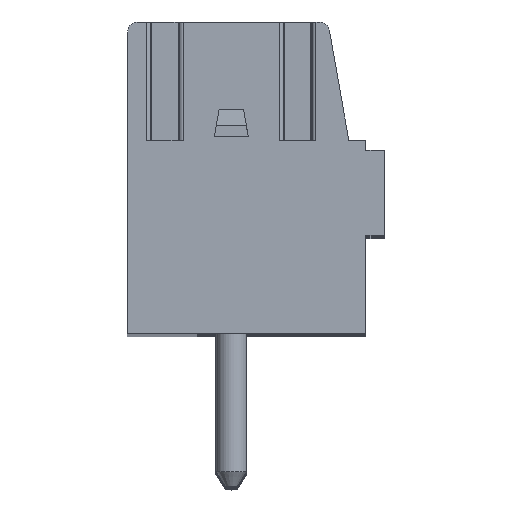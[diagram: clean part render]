
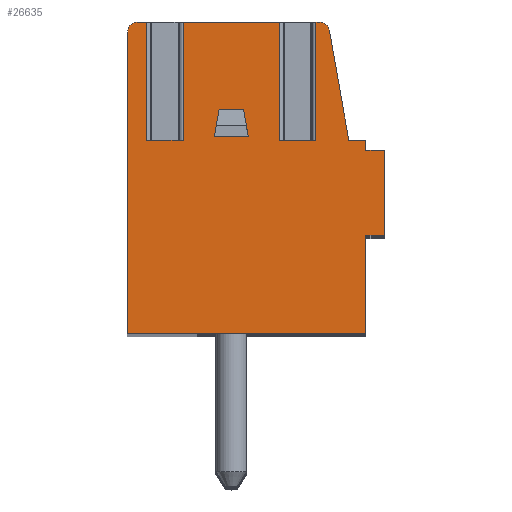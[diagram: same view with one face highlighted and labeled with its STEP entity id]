
A CAD part, top view. The second image highlights one B-rep face of the part: STEP entity #26635.
In plain terms, the highlighted planar face has unit normal (0, 0, 1).
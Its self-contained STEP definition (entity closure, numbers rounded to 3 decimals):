
#3779=DIRECTION('',(-1.,0.,0.));
#3780=VECTOR('',#3779,1.07);
#3781=CARTESIAN_POINT('',(2.035,1.105,1.75));
#3782=LINE('',#3781,#3780);
#3783=DIRECTION('',(0.,1.,0.));
#3784=VECTOR('',#3783,3.47);
#3785=CARTESIAN_POINT('',(2.035,1.105,1.75));
#3786=LINE('',#3785,#3784);
#3787=DIRECTION('',(1.,0.,0.));
#3788=VECTOR('',#3787,0.101);
#3789=CARTESIAN_POINT('',(2.035,4.575,1.75));
#3790=LINE('',#3789,#3788);
#3791=CARTESIAN_POINT('',(2.136,4.275,1.75));
#3792=DIRECTION('',(0.,0.,-1.));
#3793=DIRECTION('',(0.,1.,0.));
#3794=AXIS2_PLACEMENT_3D('',#3791,#3792,#3793);
#3796=DIRECTION('',(0.174,-0.985,0.));
#3797=VECTOR('',#3796,3.272);
#3798=CARTESIAN_POINT('',(2.432,4.327,1.75));
#3799=LINE('',#3798,#3797);
#3800=DIRECTION('',(1.,0.,0.));
#3801=VECTOR('',#3800,0.5);
#3802=CARTESIAN_POINT('',(3.,1.105,1.75));
#3803=LINE('',#3802,#3801);
#3804=DIRECTION('',(0.,-1.,0.));
#3805=VECTOR('',#3804,0.3);
#3806=CARTESIAN_POINT('',(3.5,1.105,1.75));
#3807=LINE('',#3806,#3805);
#3808=DIRECTION('',(0.,-1.,0.));
#3809=VECTOR('',#3808,2.88);
#3810=CARTESIAN_POINT('',(3.5,-1.695,1.75));
#3811=LINE('',#3810,#3809);
#3812=DIRECTION('',(-1.,0.,0.));
#3813=VECTOR('',#3812,7.);
#3814=CARTESIAN_POINT('',(3.5,-4.575,1.75));
#3815=LINE('',#3814,#3813);
#3816=DIRECTION('',(0.,1.,0.));
#3817=VECTOR('',#3816,8.85);
#3818=CARTESIAN_POINT('',(-3.5,-4.575,1.75));
#3819=LINE('',#3818,#3817);
#3820=CARTESIAN_POINT('',(-3.2,4.275,1.75));
#3821=DIRECTION('',(0.,0.,-1.));
#3822=DIRECTION('',(-1.,0.,0.));
#3823=AXIS2_PLACEMENT_3D('',#3820,#3821,#3822);
#3825=DIRECTION('',(1.,0.,0.));
#3826=VECTOR('',#3825,0.265);
#3827=CARTESIAN_POINT('',(-3.2,4.575,1.75));
#3828=LINE('',#3827,#3826);
#3829=DIRECTION('',(0.,1.,0.));
#3830=VECTOR('',#3829,3.47);
#3831=CARTESIAN_POINT('',(-2.935,1.105,1.75));
#3832=LINE('',#3831,#3830);
#3833=DIRECTION('',(-1.,0.,0.));
#3834=VECTOR('',#3833,1.07);
#3835=CARTESIAN_POINT('',(-1.865,1.105,1.75));
#3836=LINE('',#3835,#3834);
#3837=DIRECTION('',(0.,1.,0.));
#3838=VECTOR('',#3837,3.47);
#3839=CARTESIAN_POINT('',(-1.865,1.105,1.75));
#3840=LINE('',#3839,#3838);
#3841=DIRECTION('',(1.,0.,0.));
#3842=VECTOR('',#3841,2.83);
#3843=CARTESIAN_POINT('',(-1.865,4.575,1.75));
#3844=LINE('',#3843,#3842);
#3845=DIRECTION('',(0.,1.,0.));
#3846=VECTOR('',#3845,3.47);
#3847=CARTESIAN_POINT('',(0.965,1.105,1.75));
#3848=LINE('',#3847,#3846);
#3849=DIRECTION('',(-1.,0.,0.));
#3850=VECTOR('',#3849,0.718);
#3851=CARTESIAN_POINT('',(-0.091,2.005,1.75));
#3852=LINE('',#3851,#3850);
#3853=DIRECTION('',(-0.174,-0.985,0.));
#3854=VECTOR('',#3853,0.812);
#3855=CARTESIAN_POINT('',(-0.809,2.005,1.75));
#3856=LINE('',#3855,#3854);
#3857=DIRECTION('',(1.,0.,0.));
#3858=VECTOR('',#3857,1.);
#3859=CARTESIAN_POINT('',(-0.95,1.205,1.75));
#3860=LINE('',#3859,#3858);
#3861=DIRECTION('',(-0.174,0.985,0.));
#3862=VECTOR('',#3861,0.812);
#3863=CARTESIAN_POINT('',(0.05,1.205,1.75));
#3864=LINE('',#3863,#3862);
#4125=DIRECTION('',(-1.,0.,0.));
#4126=VECTOR('',#4125,0.55);
#4127=CARTESIAN_POINT('',(4.05,0.805,1.75));
#4128=LINE('',#4127,#4126);
#4829=DIRECTION('',(0.,1.,0.));
#4830=VECTOR('',#4829,2.5);
#4831=CARTESIAN_POINT('',(4.05,-1.695,1.75));
#4832=LINE('',#4831,#4830);
#5033=DIRECTION('',(1.,0.,0.));
#5034=VECTOR('',#5033,0.55);
#5035=CARTESIAN_POINT('',(3.5,-1.695,1.75));
#5036=LINE('',#5035,#5034);
#16701=CARTESIAN_POINT('',(-3.5,4.275,1.75));
#16702=CARTESIAN_POINT('',(-3.2,4.575,1.75));
#16703=VERTEX_POINT('',#16701);
#16704=VERTEX_POINT('',#16702);
#16705=CARTESIAN_POINT('',(-3.5,-4.575,1.75));
#16706=VERTEX_POINT('',#16705);
#16707=CARTESIAN_POINT('',(3.5,-4.575,1.75));
#16708=VERTEX_POINT('',#16707);
#16709=CARTESIAN_POINT('',(3.5,-1.695,1.75));
#16710=VERTEX_POINT('',#16709);
#16711=CARTESIAN_POINT('',(3.5,1.105,1.75));
#16712=CARTESIAN_POINT('',(3.5,0.805,1.75));
#16713=VERTEX_POINT('',#16711);
#16714=VERTEX_POINT('',#16712);
#16715=CARTESIAN_POINT('',(3.,1.105,1.75));
#16716=VERTEX_POINT('',#16715);
#16717=CARTESIAN_POINT('',(2.432,4.327,1.75));
#16718=VERTEX_POINT('',#16717);
#16719=CARTESIAN_POINT('',(2.136,4.575,1.75));
#16720=VERTEX_POINT('',#16719);
#16858=CARTESIAN_POINT('',(4.05,-1.695,1.75));
#16860=VERTEX_POINT('',#16858);
#16862=CARTESIAN_POINT('',(4.05,0.805,1.75));
#16864=VERTEX_POINT('',#16862);
#17041=CARTESIAN_POINT('',(2.035,1.105,1.75));
#17042=CARTESIAN_POINT('',(0.965,1.105,1.75));
#17043=VERTEX_POINT('',#17041);
#17044=VERTEX_POINT('',#17042);
#17045=CARTESIAN_POINT('',(-1.865,1.105,1.75));
#17046=CARTESIAN_POINT('',(-2.935,1.105,1.75));
#17047=VERTEX_POINT('',#17045);
#17048=VERTEX_POINT('',#17046);
#17049=CARTESIAN_POINT('',(-2.935,4.575,1.75));
#17050=VERTEX_POINT('',#17049);
#17051=CARTESIAN_POINT('',(-1.865,4.575,1.75));
#17052=VERTEX_POINT('',#17051);
#17053=CARTESIAN_POINT('',(2.035,4.575,1.75));
#17054=VERTEX_POINT('',#17053);
#17055=CARTESIAN_POINT('',(0.965,4.575,1.75));
#17056=VERTEX_POINT('',#17055);
#17085=CARTESIAN_POINT('',(-0.95,1.205,1.75));
#17086=CARTESIAN_POINT('',(0.05,1.205,1.75));
#17087=VERTEX_POINT('',#17085);
#17088=VERTEX_POINT('',#17086);
#17090=CARTESIAN_POINT('',(-0.809,2.005,1.75));
#17092=VERTEX_POINT('',#17090);
#17093=CARTESIAN_POINT('',(-0.091,2.005,1.75));
#17094=VERTEX_POINT('',#17093);
#26582=CARTESIAN_POINT('',(0.,0.,1.75));
#26583=DIRECTION('',(0.,0.,1.));
#26584=DIRECTION('',(1.,0.,0.));
#26585=AXIS2_PLACEMENT_3D('',#26582,#26583,#26584);
#26586=PLANE('',#26585);
#26588=ORIENTED_EDGE('',*,*,#26587,.F.);
#26590=ORIENTED_EDGE('',*,*,#26589,.T.);
#26591=ORIENTED_EDGE('',*,*,#21698,.T.);
#26593=ORIENTED_EDGE('',*,*,#26592,.T.);
#26595=ORIENTED_EDGE('',*,*,#26594,.T.);
#26597=ORIENTED_EDGE('',*,*,#26596,.T.);
#26599=ORIENTED_EDGE('',*,*,#26598,.T.);
#26601=ORIENTED_EDGE('',*,*,#26600,.F.);
#26603=ORIENTED_EDGE('',*,*,#26602,.F.);
#26605=ORIENTED_EDGE('',*,*,#26604,.F.);
#26607=ORIENTED_EDGE('',*,*,#26606,.T.);
#26609=ORIENTED_EDGE('',*,*,#26608,.T.);
#26611=ORIENTED_EDGE('',*,*,#26610,.T.);
#26613=ORIENTED_EDGE('',*,*,#26612,.T.);
#26614=ORIENTED_EDGE('',*,*,#21663,.T.);
#26616=ORIENTED_EDGE('',*,*,#26615,.F.);
#26618=ORIENTED_EDGE('',*,*,#26617,.F.);
#26619=ORIENTED_EDGE('',*,*,#26573,.T.);
#26620=ORIENTED_EDGE('',*,*,#21714,.T.);
#26622=ORIENTED_EDGE('',*,*,#26621,.F.);
#26623=EDGE_LOOP('',(#26588,#26590,#26591,#26593,#26595,#26597,#26599,#26601,
#26603,#26605,#26607,#26609,#26611,#26613,#26614,#26616,#26618,#26619,#26620,
#26622));
#26624=FACE_OUTER_BOUND('',#26623,.F.);
#26626=ORIENTED_EDGE('',*,*,#26625,.T.);
#26628=ORIENTED_EDGE('',*,*,#26627,.T.);
#26630=ORIENTED_EDGE('',*,*,#26629,.T.);
#26632=ORIENTED_EDGE('',*,*,#26631,.T.);
#26633=EDGE_LOOP('',(#26626,#26628,#26630,#26632));
#26634=FACE_BOUND('',#26633,.F.);
#3795=CIRCLE('',#3794,0.3);
#3824=CIRCLE('',#3823,0.3);
#21663=EDGE_CURVE('',#16704,#17050,#3828,.T.);
#21698=EDGE_CURVE('',#17054,#16720,#3790,.T.);
#21714=EDGE_CURVE('',#17052,#17056,#3844,.T.);
#26573=EDGE_CURVE('',#17047,#17052,#3840,.T.);
#26587=EDGE_CURVE('',#17043,#17044,#3782,.T.);
#26589=EDGE_CURVE('',#17043,#17054,#3786,.T.);
#26592=EDGE_CURVE('',#16720,#16718,#3795,.T.);
#26594=EDGE_CURVE('',#16718,#16716,#3799,.T.);
#26596=EDGE_CURVE('',#16716,#16713,#3803,.T.);
#26598=EDGE_CURVE('',#16713,#16714,#3807,.T.);
#26600=EDGE_CURVE('',#16864,#16714,#4128,.T.);
#26602=EDGE_CURVE('',#16860,#16864,#4832,.T.);
#26604=EDGE_CURVE('',#16710,#16860,#5036,.T.);
#26606=EDGE_CURVE('',#16710,#16708,#3811,.T.);
#26608=EDGE_CURVE('',#16708,#16706,#3815,.T.);
#26610=EDGE_CURVE('',#16706,#16703,#3819,.T.);
#26612=EDGE_CURVE('',#16703,#16704,#3824,.T.);
#26615=EDGE_CURVE('',#17048,#17050,#3832,.T.);
#26617=EDGE_CURVE('',#17047,#17048,#3836,.T.);
#26621=EDGE_CURVE('',#17044,#17056,#3848,.T.);
#26625=EDGE_CURVE('',#17094,#17092,#3852,.T.);
#26627=EDGE_CURVE('',#17092,#17087,#3856,.T.);
#26629=EDGE_CURVE('',#17087,#17088,#3860,.T.);
#26631=EDGE_CURVE('',#17088,#17094,#3864,.T.);
#26635=ADVANCED_FACE('',(#26624,#26634),#26586,.T.);
